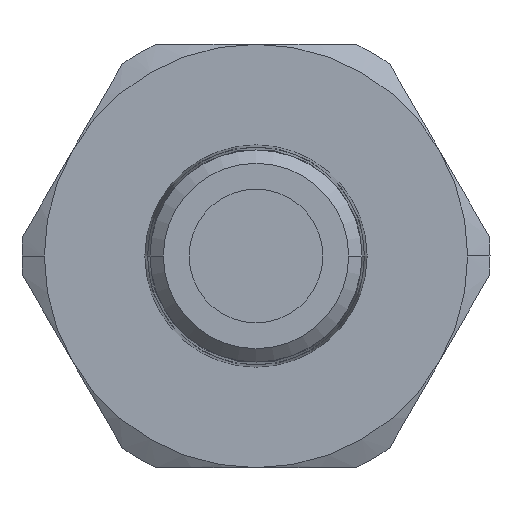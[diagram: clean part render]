
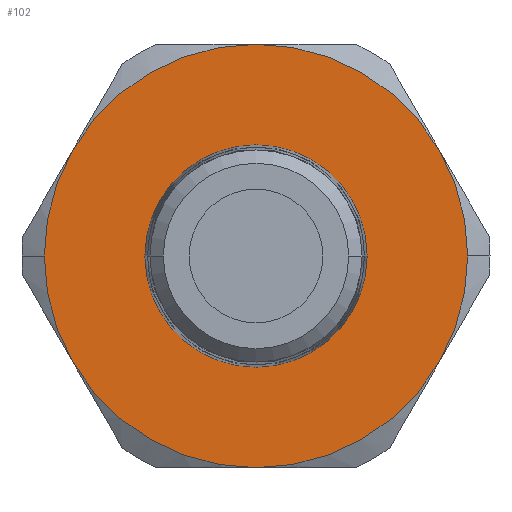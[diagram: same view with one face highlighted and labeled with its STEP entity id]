
A CAD part, front view. The second image highlights one B-rep face of the part: STEP entity #102.
In plain terms, the highlighted planar face has unit normal (0, -1, 0).
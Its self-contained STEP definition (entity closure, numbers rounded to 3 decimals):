
#102=ADVANCED_FACE('',(#243,#244),#245,.T.);
#243=FACE_BOUND('',#409,.T.);
#244=FACE_OUTER_BOUND('',#410,.T.);
#245=PLANE('',#411);
#409=EDGE_LOOP('',(#905,#906));
#410=EDGE_LOOP('',(#907,#908));
#411=AXIS2_PLACEMENT_3D('',#909,#910,#911);
#905=ORIENTED_EDGE('',*,*,#1077,.T.);
#906=ORIENTED_EDGE('',*,*,#1222,.T.);
#907=ORIENTED_EDGE('',*,*,#1087,.F.);
#908=ORIENTED_EDGE('',*,*,#1223,.F.);
#909=CARTESIAN_POINT('',(-6.25,0.0,0.0));
#910=DIRECTION('',(0.0,-1.0,-0.0));
#911=DIRECTION('',(1.0,0.0,0.0));
#1077=EDGE_CURVE('',#1271,#1275,#1277,.T.);
#1087=EDGE_CURVE('',#1294,#1296,#1297,.T.);
#1222=EDGE_CURVE('',#1275,#1271,#1520,.T.);
#1223=EDGE_CURVE('',#1296,#1294,#1521,.T.);
#1271=VERTEX_POINT('',#1583);
#1275=VERTEX_POINT('',#1588);
#1277=CIRCLE('',#1591,4.986);
#1294=VERTEX_POINT('',#1612);
#1296=VERTEX_POINT('',#1615);
#1297=CIRCLE('',#1616,9.5);
#1520=CIRCLE('',#2052,4.986);
#1521=CIRCLE('',#2053,9.5);
#1583=CARTESIAN_POINT('',(4.986,0.0,0.0));
#1588=CARTESIAN_POINT('',(-4.986,0.0,0.));
#1591=AXIS2_PLACEMENT_3D('',#2150,#2151,#2152);
#1612=CARTESIAN_POINT('',(-9.5,0.0,0.0));
#1615=CARTESIAN_POINT('',(9.5,0.0,0.));
#1616=AXIS2_PLACEMENT_3D('',#2170,#2171,#2172);
#2052=AXIS2_PLACEMENT_3D('',#2425,#2426,#2427);
#2053=AXIS2_PLACEMENT_3D('',#2428,#2429,#2430);
#2150=CARTESIAN_POINT('',(0.0,0.0,0.0));
#2151=DIRECTION('',(-0.0,1.0,0.0));
#2152=DIRECTION('',(1.0,0.0,0.0));
#2170=CARTESIAN_POINT('',(0.0,0.0,0.0));
#2171=DIRECTION('',(0.0,1.0,0.0));
#2172=DIRECTION('',(-1.0,0.0,0.0));
#2425=CARTESIAN_POINT('',(0.0,0.0,0.0));
#2426=DIRECTION('',(-0.0,1.0,0.0));
#2427=DIRECTION('',(1.0,0.0,0.0));
#2428=CARTESIAN_POINT('',(0.0,0.0,0.0));
#2429=DIRECTION('',(0.0,1.0,0.0));
#2430=DIRECTION('',(-1.0,0.0,0.0));
